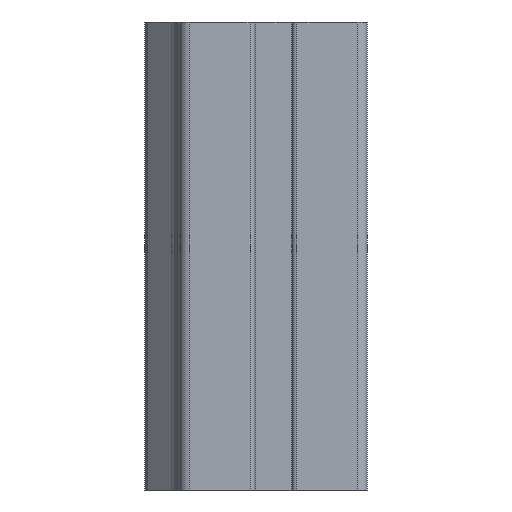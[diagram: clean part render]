
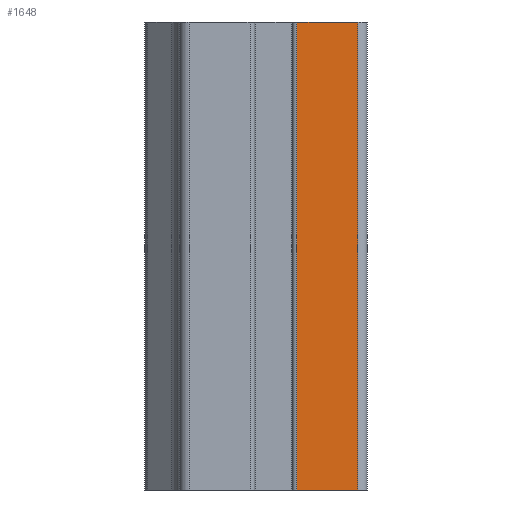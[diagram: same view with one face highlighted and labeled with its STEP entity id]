
A CAD part, left-side view. The second image highlights one B-rep face of the part: STEP entity #1648.
In plain terms, the highlighted planar face has unit normal (-1, 0, 0).
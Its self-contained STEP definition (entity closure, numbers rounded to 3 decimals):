
#170=FACE_OUTER_BOUND('',#256,.T.);
#256=EDGE_LOOP('',(#1168,#1169,#1170,#1171));
#371=LINE('',#2527,#538);
#372=LINE('',#2531,#539);
#373=LINE('',#2533,#540);
#374=LINE('',#2534,#541);
#538=VECTOR('',#2016,100.);
#539=VECTOR('',#2021,13.);
#540=VECTOR('',#2022,100.);
#541=VECTOR('',#2023,13.);
#705=VERTEX_POINT('',#2524);
#706=VERTEX_POINT('',#2526);
#707=VERTEX_POINT('',#2530);
#708=VERTEX_POINT('',#2532);
#894=EDGE_CURVE('',#705,#706,#371,.T.);
#896=EDGE_CURVE('',#705,#707,#372,.T.);
#897=EDGE_CURVE('',#707,#708,#373,.T.);
#898=EDGE_CURVE('',#706,#708,#374,.T.);
#1168=ORIENTED_EDGE('',*,*,#896,.T.);
#1169=ORIENTED_EDGE('',*,*,#897,.T.);
#1170=ORIENTED_EDGE('',*,*,#898,.F.);
#1171=ORIENTED_EDGE('',*,*,#894,.F.);
#1593=PLANE('',#1758);
#1648=ADVANCED_FACE('',(#170),#1593,.T.);
#1758=AXIS2_PLACEMENT_3D('',#2529,#2019,#2020);
#2016=DIRECTION('',(0.,0.,1.));
#2019=DIRECTION('center_axis',(-1.,0.,0.));
#2020=DIRECTION('ref_axis',(0.,0.,1.));
#2021=DIRECTION('',(0.,-1.,0.));
#2022=DIRECTION('',(0.,0.,1.));
#2023=DIRECTION('',(0.,-1.,0.));
#2524=CARTESIAN_POINT('',(30.,-5.,0.));
#2526=CARTESIAN_POINT('',(30.,-5.,100.));
#2527=CARTESIAN_POINT('',(30.,-5.,0.));
#2529=CARTESIAN_POINT('Origin',(30.,-5.,0.));
#2530=CARTESIAN_POINT('',(30.,-18.,0.));
#2531=CARTESIAN_POINT('',(30.,-5.,0.));
#2532=CARTESIAN_POINT('',(30.,-18.,100.));
#2533=CARTESIAN_POINT('',(30.,-18.,0.));
#2534=CARTESIAN_POINT('',(30.,-5.,100.));
